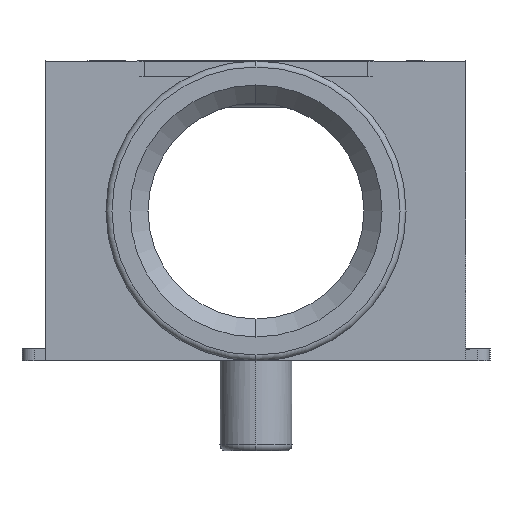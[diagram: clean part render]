
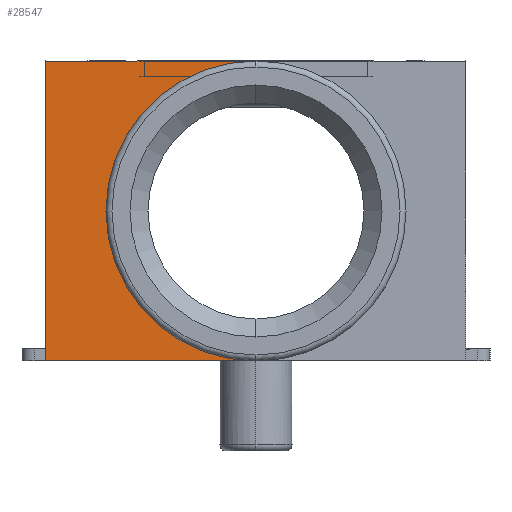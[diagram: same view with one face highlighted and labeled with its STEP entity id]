
A CAD part, left-side view. The second image highlights one B-rep face of the part: STEP entity #28547.
In plain terms, the highlighted planar face has unit normal (-1, 0, 0).
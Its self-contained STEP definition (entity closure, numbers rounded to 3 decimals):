
#841 = FACE_OUTER_BOUND ( 'NONE', #27291, .T. ) ;
#862 = CARTESIAN_POINT ( 'NONE',  ( -6.85, 3.5, 5. ) ) ;
#1628 = CARTESIAN_POINT ( 'NONE',  ( -6.85, 0., 0. ) ) ;
#1858 = DIRECTION ( 'NONE',  ( 0., -1., 0. ) ) ;
#2891 = CIRCLE ( 'NONE', #25063, 2.5 ) ;
#4940 = EDGE_CURVE ( 'NONE', #32755, #36909, #30218, .T. ) ;
#6820 = PLANE ( 'NONE',  #23269 ) ;
#7555 = CARTESIAN_POINT ( 'NONE',  ( -6.85, -3.5, 0. ) ) ;
#9685 = VERTEX_POINT ( 'NONE', #1628 ) ;
#9808 = CARTESIAN_POINT ( 'NONE',  ( -6.85, -3.5, 5. ) ) ;
#10344 = VECTOR ( 'NONE', #36358, 1000. ) ;
#12225 = EDGE_CURVE ( 'NONE', #31343, #9685, #2891, .T. ) ;
#12497 = EDGE_CURVE ( 'NONE', #36909, #9685, #16419, .T. ) ;
#12923 = DIRECTION ( 'NONE',  ( -1., 0., 0. ) ) ;
#14728 = ORIENTED_EDGE ( 'NONE', *, *, #20393, .F. ) ;
#15504 = DIRECTION ( 'NONE',  ( 1., 0., 0. ) ) ;
#16142 = VECTOR ( 'NONE', #1858, 1000. ) ;
#16199 = VECTOR ( 'NONE', #22620, 1000. ) ;
#16419 = LINE ( 'NONE', #7555, #16199 ) ;
#18203 = CARTESIAN_POINT ( 'NONE',  ( -6.85, 0., 5. ) ) ;
#20393 = EDGE_CURVE ( 'NONE', #32755, #31343, #26827, .T. ) ;
#21661 = DIRECTION ( 'NONE',  ( 0., 0., -1. ) ) ;
#22620 = DIRECTION ( 'NONE',  ( 0., -1., 0. ) ) ;
#23040 = ORIENTED_EDGE ( 'NONE', *, *, #12497, .T. ) ;
#23150 = ORIENTED_EDGE ( 'NONE', *, *, #4940, .T. ) ;
#23269 = AXIS2_PLACEMENT_3D ( 'NONE', #9808, #15504, #21661 ) ;
#23687 = CARTESIAN_POINT ( 'NONE',  ( -6.85, -3.5, 5. ) ) ;
#25063 = AXIS2_PLACEMENT_3D ( 'NONE', #27584, #12923, #31326 ) ;
#26671 = CARTESIAN_POINT ( 'NONE',  ( -6.85, 3.5, 5. ) ) ;
#26827 = LINE ( 'NONE', #23687, #16142 ) ;
#27291 = EDGE_LOOP ( 'NONE', ( #33354, #14728, #23150, #23040 ) ) ;
#27412 = CARTESIAN_POINT ( 'NONE',  ( -6.85, 3.5, 0. ) ) ;
#27584 = CARTESIAN_POINT ( 'NONE',  ( -6.85, 0., 2.5 ) ) ;
#28547 = ADVANCED_FACE ( 'NONE', ( #841 ), #6820, .F. ) ;
#30218 = LINE ( 'NONE', #26671, #10344 ) ;
#31326 = DIRECTION ( 'NONE',  ( 0., 0., 1. ) ) ;
#31343 = VERTEX_POINT ( 'NONE', #18203 ) ;
#32755 = VERTEX_POINT ( 'NONE', #862 ) ;
#33354 = ORIENTED_EDGE ( 'NONE', *, *, #12225, .F. ) ;
#36358 = DIRECTION ( 'NONE',  ( 0., 0., -1. ) ) ;
#36909 = VERTEX_POINT ( 'NONE', #27412 ) ;
